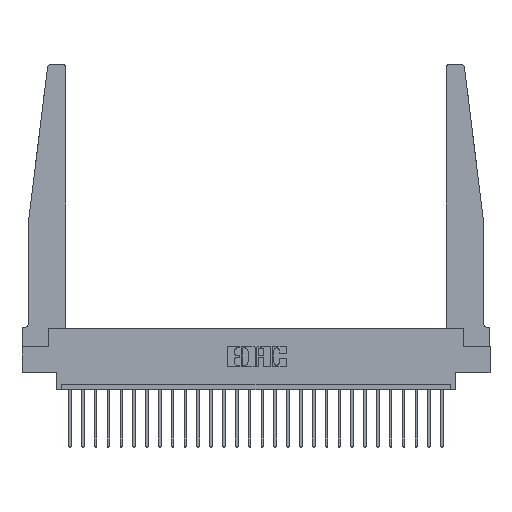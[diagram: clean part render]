
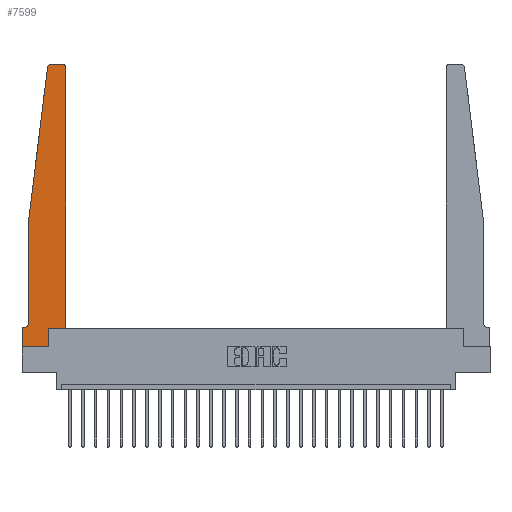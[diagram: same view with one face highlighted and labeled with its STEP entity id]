
A CAD part, top view. The second image highlights one B-rep face of the part: STEP entity #7599.
In plain terms, the highlighted planar face has unit normal (0, 0, 1).
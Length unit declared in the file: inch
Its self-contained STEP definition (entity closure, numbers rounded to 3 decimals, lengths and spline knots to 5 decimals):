
#50 = AXIS2_PLACEMENT_3D ( 'NONE', #4861, #4621, #12768 ) ;
#52 = CARTESIAN_POINT ( 'NONE',  ( 0.395, 2.72, 0.37 ) ) ;
#192 = VERTEX_POINT ( 'NONE', #14055 ) ;
#427 = CARTESIAN_POINT ( 'NONE',  ( 0.065, 1.25, 0.37 ) ) ;
#517 = DIRECTION ( 'NONE',  ( 0., 1., 0. ) ) ;
#1339 = LINE ( 'NONE', #19044, #18103 ) ;
#1835 = CARTESIAN_POINT ( 'NONE',  ( 0.24675, 2.72367, 0.37 ) ) ;
#2125 = VECTOR ( 'NONE', #517, 39.37008 ) ;
#2235 = ORIENTED_EDGE ( 'NONE', *, *, #19634, .T. ) ;
#2500 = CARTESIAN_POINT ( 'NONE',  ( 0.015, 0.1875, 0.37 ) ) ;
#2928 = ORIENTED_EDGE ( 'NONE', *, *, #20648, .T. ) ;
#2998 = CARTESIAN_POINT ( 'NONE',  ( 0.065, 1.25, 0.37 ) ) ;
#3100 = CARTESIAN_POINT ( 'NONE',  ( 0., 0.1875, 0.37 ) ) ;
#3192 = DIRECTION ( 'NONE',  ( 0., -1., 0. ) ) ;
#3590 = CARTESIAN_POINT ( 'NONE',  ( 0., 0., 0.37 ) ) ;
#3879 = VERTEX_POINT ( 'NONE', #2500 ) ;
#3914 = DIRECTION ( 'NONE',  ( 1., 0., 0. ) ) ;
#3996 = EDGE_CURVE ( 'NONE', #15625, #16712, #6629, .T. ) ;
#4143 = ORIENTED_EDGE ( 'NONE', *, *, #5915, .T. ) ;
#4621 = DIRECTION ( 'NONE',  ( 0., 0., -1. ) ) ;
#4736 = VERTEX_POINT ( 'NONE', #15449 ) ;
#4861 = CARTESIAN_POINT ( 'NONE',  ( 0.015, 0.2375, 0.37 ) ) ;
#4930 = DIRECTION ( 'NONE',  ( 0., 1., 0. ) ) ;
#5092 = DIRECTION ( 'NONE',  ( 1., 0., 0. ) ) ;
#5365 = VECTOR ( 'NONE', #24112, 39.37008 ) ;
#5442 = EDGE_CURVE ( 'NONE', #3879, #14377, #18759, .T. ) ;
#5783 = CARTESIAN_POINT ( 'NONE',  ( 0.395, 2.75, 0.37 ) ) ;
#5915 = EDGE_CURVE ( 'NONE', #192, #16671, #14902, .T. ) ;
#6629 = LINE ( 'NONE', #2998, #8576 ) ;
#7451 = ORIENTED_EDGE ( 'NONE', *, *, #19403, .T. ) ;
#7599 = ADVANCED_FACE ( 'NONE', ( #24101 ), #12682, .T. ) ;
#7997 = EDGE_CURVE ( 'NONE', #14377, #24096, #20935, .T. ) ;
#8284 = LINE ( 'NONE', #16002, #2125 ) ;
#8570 = VECTOR ( 'NONE', #3192, 39.37008 ) ;
#8576 = VECTOR ( 'NONE', #14623, 39.37008 ) ;
#8940 = CARTESIAN_POINT ( 'NONE',  ( 0.065, 0.1875, 0.37 ) ) ;
#9020 = VECTOR ( 'NONE', #5092, 39.37008 ) ;
#9040 = DIRECTION ( 'NONE',  ( 1., 0., 0. ) ) ;
#9107 = EDGE_CURVE ( 'NONE', #16365, #23831, #1339, .T. ) ;
#9316 = CARTESIAN_POINT ( 'NONE',  ( 0.2605, 0., 0.37 ) ) ;
#10761 = DIRECTION ( 'NONE',  ( 1., 0., 0. ) ) ;
#11710 = DIRECTION ( 'NONE',  ( 0., 0., 1. ) ) ;
#12056 = AXIS2_PLACEMENT_3D ( 'NONE', #52, #11710, #3914 ) ;
#12532 = CARTESIAN_POINT ( 'NONE',  ( 0.25, 2.75, 0.37 ) ) ;
#12602 = ORIENTED_EDGE ( 'NONE', *, *, #18923, .T. ) ;
#12682 = PLANE ( 'NONE',  #22283 ) ;
#12768 = DIRECTION ( 'NONE',  ( -1., 0., 0. ) ) ;
#13019 = CARTESIAN_POINT ( 'NONE',  ( 0., 0., 0.37 ) ) ;
#13064 = CARTESIAN_POINT ( 'NONE',  ( 0.065, 1.25, 0.37 ) ) ;
#13230 = CARTESIAN_POINT ( 'NONE',  ( 0.27653, 2.75, 0.37 ) ) ;
#13613 = AXIS2_PLACEMENT_3D ( 'NONE', #23389, #17657, #15585 ) ;
#13642 = ORIENTED_EDGE ( 'NONE', *, *, #3996, .T. ) ;
#14055 = CARTESIAN_POINT ( 'NONE',  ( 0.425, 2.72, 0.37 ) ) ;
#14258 = ORIENTED_EDGE ( 'NONE', *, *, #5442, .T. ) ;
#14377 = VERTEX_POINT ( 'NONE', #3100 ) ;
#14623 = DIRECTION ( 'NONE',  ( 0., -1., 0. ) ) ;
#14677 = EDGE_CURVE ( 'NONE', #16712, #3879, #22395, .T. ) ;
#14902 = CIRCLE ( 'NONE', #12056, 0.03 ) ;
#14964 = CARTESIAN_POINT ( 'NONE',  ( 0.425, 0.18, 0.37 ) ) ;
#15163 = LINE ( 'NONE', #22600, #9020 ) ;
#15225 = EDGE_LOOP ( 'NONE', ( #7451, #2235, #12602, #13642, #21204, #14258, #17732, #15435, #21396, #2928, #19058, #4143 ) ) ;
#15257 = EDGE_CURVE ( 'NONE', #24096, #16365, #15163, .T. ) ;
#15435 = ORIENTED_EDGE ( 'NONE', *, *, #15257, .T. ) ;
#15449 = CARTESIAN_POINT ( 'NONE',  ( 0.425, 0.18, 0.37 ) ) ;
#15585 = DIRECTION ( 'NONE',  ( 1., 0., 0. ) ) ;
#15625 = VERTEX_POINT ( 'NONE', #13064 ) ;
#15698 = CARTESIAN_POINT ( 'NONE',  ( 0.2605, 0.18, 0.37 ) ) ;
#15730 = VECTOR ( 'NONE', #9040, 39.37008 ) ;
#16002 = CARTESIAN_POINT ( 'NONE',  ( 0.425, 0.18, 0.37 ) ) ;
#16365 = VERTEX_POINT ( 'NONE', #9316 ) ;
#16383 = LINE ( 'NONE', #12532, #24406 ) ;
#16671 = VERTEX_POINT ( 'NONE', #5783 ) ;
#16712 = VERTEX_POINT ( 'NONE', #20139 ) ;
#16802 = DIRECTION ( 'NONE',  ( -1., 0., 0. ) ) ;
#17045 = DIRECTION ( 'NONE',  ( -1., 0., 0. ) ) ;
#17657 = DIRECTION ( 'NONE',  ( 0., 0., 1. ) ) ;
#17732 = ORIENTED_EDGE ( 'NONE', *, *, #7997, .T. ) ;
#18103 = VECTOR ( 'NONE', #4930, 39.37008 ) ;
#18501 = DIRECTION ( 'NONE',  ( 0., 0., 1. ) ) ;
#18735 = LINE ( 'NONE', #14964, #15730 ) ;
#18759 = LINE ( 'NONE', #8940, #25256 ) ;
#18923 = EDGE_CURVE ( 'NONE', #19234, #15625, #22177, .T. ) ;
#19044 = CARTESIAN_POINT ( 'NONE',  ( 0.2605, 0.18, 0.37 ) ) ;
#19058 = ORIENTED_EDGE ( 'NONE', *, *, #20545, .T. ) ;
#19234 = VERTEX_POINT ( 'NONE', #1835 ) ;
#19403 = EDGE_CURVE ( 'NONE', #16671, #19881, #16383, .T. ) ;
#19634 = EDGE_CURVE ( 'NONE', #19881, #19234, #25241, .T. ) ;
#19881 = VERTEX_POINT ( 'NONE', #13230 ) ;
#20071 = CARTESIAN_POINT ( 'NONE',  ( 0., 0.1875, 0.37 ) ) ;
#20139 = CARTESIAN_POINT ( 'NONE',  ( 0.065, 0.2375, 0.37 ) ) ;
#20545 = EDGE_CURVE ( 'NONE', #4736, #192, #8284, .T. ) ;
#20648 = EDGE_CURVE ( 'NONE', #23831, #4736, #18735, .T. ) ;
#20935 = LINE ( 'NONE', #3590, #8570 ) ;
#21204 = ORIENTED_EDGE ( 'NONE', *, *, #14677, .T. ) ;
#21396 = ORIENTED_EDGE ( 'NONE', *, *, #9107, .T. ) ;
#22177 = LINE ( 'NONE', #427, #5365 ) ;
#22283 = AXIS2_PLACEMENT_3D ( 'NONE', #20071, #18501, #10761 ) ;
#22395 = CIRCLE ( 'NONE', #50, 0.05 ) ;
#22600 = CARTESIAN_POINT ( 'NONE',  ( 0., 0., 0.37 ) ) ;
#23389 = CARTESIAN_POINT ( 'NONE',  ( 0.27653, 2.72, 0.37 ) ) ;
#23831 = VERTEX_POINT ( 'NONE', #15698 ) ;
#24096 = VERTEX_POINT ( 'NONE', #13019 ) ;
#24101 = FACE_OUTER_BOUND ( 'NONE', #15225, .T. ) ;
#24112 = DIRECTION ( 'NONE',  ( -0.122, -0.992, 0. ) ) ;
#24406 = VECTOR ( 'NONE', #17045, 39.37008 ) ;
#25241 = CIRCLE ( 'NONE', #13613, 0.03 ) ;
#25256 = VECTOR ( 'NONE', #16802, 39.37008 ) ;
